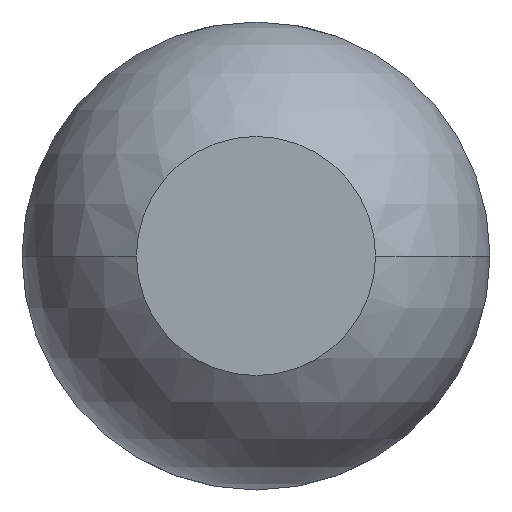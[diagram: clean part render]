
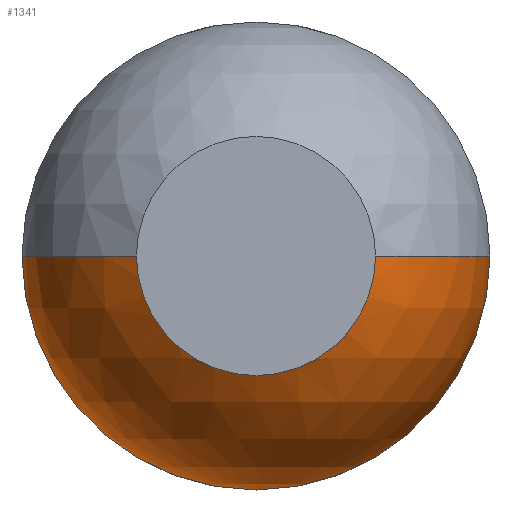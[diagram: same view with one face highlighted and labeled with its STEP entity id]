
A CAD part, front view. The second image highlights one B-rep face of the part: STEP entity #1341.
In plain terms, the highlighted spherical face has radius 0.685 mm.
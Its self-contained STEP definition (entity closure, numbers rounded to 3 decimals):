
#18 = CARTESIAN_POINT ( 'NONE',  ( 0.685, -26.411, 0. ) ) ;
#46 = EDGE_CURVE ( 'Defeature ausgef�hrt1_12+Defeature ausgef�hrt1_4+Defeature ausgef�hrt1_4+Defeature ausgef�hrt1_4', #1380, #671, #1659, .T. ) ;
#53 = CARTESIAN_POINT ( 'NONE',  ( 0., -26.411, 0. ) ) ;
#58 = DIRECTION ( 'NONE',  ( 0., 0., 1. ) ) ;
#72 = CARTESIAN_POINT ( 'NONE',  ( 0.35, -27., 0. ) ) ;
#133 = DIRECTION ( 'NONE',  ( 0., 0., -1. ) ) ;
#381 = CIRCLE ( 'NONE', #1407, 0.35 ) ;
#385 = VERTEX_POINT ( 'NONE', #1951 ) ;
#664 = DIRECTION ( 'NONE',  ( 0., 1., 0. ) ) ;
#671 = VERTEX_POINT ( 'NONE', #2242 ) ;
#699 = EDGE_CURVE ( 'Defeature ausgef�hrt1_5+Defeature ausgef�hrt1_4+Defeature ausgef�hrt1_4+Defeature ausgef�hrt1_4', #385, #2490, #3081, .T. ) ;
#725 = EDGE_CURVE ( 'Defeature ausgef�hrt1_5+Defeature ausgef�hrt1_4+Defeature ausgef�hrt1_4+Defeature ausgef�hrt1_4', #763, #385, #1424, .T. ) ;
#763 = VERTEX_POINT ( 'NONE', #18 ) ;
#794 = CARTESIAN_POINT ( 'NONE',  ( 0., -26.411, 0. ) ) ;
#862 = DIRECTION ( 'NONE',  ( 0., 0., -1. ) ) ;
#1005 = DIRECTION ( 'NONE',  ( 0., 0., 1. ) ) ;
#1218 = ORIENTED_EDGE ( 'NONE', *, *, #699, .F. ) ;
#1261 = EDGE_CURVE ( 'NONE', #2707, #763, #2735, .T. ) ;
#1319 = DIRECTION ( 'NONE',  ( 0., 0., 1. ) ) ;
#1341 = ADVANCED_FACE ( 'Defeature ausgef�hrt1_4', ( #4024 ), #3134, .T. ) ;
#1380 = VERTEX_POINT ( 'NONE', #3422 ) ;
#1393 = DIRECTION ( 'NONE',  ( 0., -1., 0. ) ) ;
#1407 = AXIS2_PLACEMENT_3D ( 'NONE', #3382, #1393, #1708 ) ;
#1424 = CIRCLE ( 'NONE', #2977, 0.685 ) ;
#1580 = EDGE_CURVE ( 'Defeature ausgef�hrt1_12+Defeature ausgef�hrt1_4+Defeature ausgef�hrt1_4+Defeature ausgef�hrt1_4', #671, #2707, #381, .T. ) ;
#1620 = AXIS2_PLACEMENT_3D ( 'NONE', #53, #1319, #3300 ) ;
#1659 = CIRCLE ( 'NONE', #1700, 0.35 ) ;
#1700 = AXIS2_PLACEMENT_3D ( 'NONE', #3758, #3086, #2176 ) ;
#1708 = DIRECTION ( 'NONE',  ( 0., 0., -1. ) ) ;
#1721 = EDGE_CURVE ( 'NONE', #1380, #2490, #1984, .T. ) ;
#1776 = ORIENTED_EDGE ( 'NONE', *, *, #46, .F. ) ;
#1896 = ORIENTED_EDGE ( 'NONE', *, *, #1721, .T. ) ;
#1951 = CARTESIAN_POINT ( 'NONE',  ( 0., -26.411, -0.685 ) ) ;
#1984 = CIRCLE ( 'NONE', #2553, 0.685 ) ;
#2117 = AXIS2_PLACEMENT_3D ( 'NONE', #794, #133, #3063 ) ;
#2128 = EDGE_LOOP ( 'NONE', ( #1776, #1896, #1218, #2729, #4083, #3723 ) ) ;
#2176 = DIRECTION ( 'NONE',  ( 0., 0., -1. ) ) ;
#2242 = CARTESIAN_POINT ( 'NONE',  ( 0., -27., -0.35 ) ) ;
#2363 = DIRECTION ( 'NONE',  ( 0., 1., 0. ) ) ;
#2476 = CARTESIAN_POINT ( 'NONE',  ( 0., -26.411, 0. ) ) ;
#2490 = VERTEX_POINT ( 'NONE', #2811 ) ;
#2553 = AXIS2_PLACEMENT_3D ( 'NONE', #2476, #862, #3128 ) ;
#2707 = VERTEX_POINT ( 'NONE', #72 ) ;
#2716 = AXIS2_PLACEMENT_3D ( 'NONE', #4231, #664, #1005 ) ;
#2729 = ORIENTED_EDGE ( 'NONE', *, *, #725, .F. ) ;
#2735 = CIRCLE ( 'NONE', #1620, 0.685 ) ;
#2811 = CARTESIAN_POINT ( 'NONE',  ( -0.685, -26.411, 0. ) ) ;
#2977 = AXIS2_PLACEMENT_3D ( 'NONE', #3308, #2363, #58 ) ;
#3063 = DIRECTION ( 'NONE',  ( 1., 0., 0. ) ) ;
#3081 = CIRCLE ( 'NONE', #2716, 0.685 ) ;
#3086 = DIRECTION ( 'NONE',  ( 0., -1., 0. ) ) ;
#3128 = DIRECTION ( 'NONE',  ( -1., 0., 0. ) ) ;
#3134 = SPHERICAL_SURFACE ( 'NONE', #2117, 0.685 ) ;
#3300 = DIRECTION ( 'NONE',  ( 1., 0., 0. ) ) ;
#3308 = CARTESIAN_POINT ( 'NONE',  ( 0., -26.411, 0. ) ) ;
#3382 = CARTESIAN_POINT ( 'NONE',  ( 0., -27., 0. ) ) ;
#3422 = CARTESIAN_POINT ( 'NONE',  ( -0.35, -27., 0. ) ) ;
#3723 = ORIENTED_EDGE ( 'NONE', *, *, #1580, .F. ) ;
#3758 = CARTESIAN_POINT ( 'NONE',  ( 0., -27., 0. ) ) ;
#4024 = FACE_OUTER_BOUND ( 'NONE', #2128, .T. ) ;
#4083 = ORIENTED_EDGE ( 'NONE', *, *, #1261, .F. ) ;
#4231 = CARTESIAN_POINT ( 'NONE',  ( 0., -26.411, 0. ) ) ;
